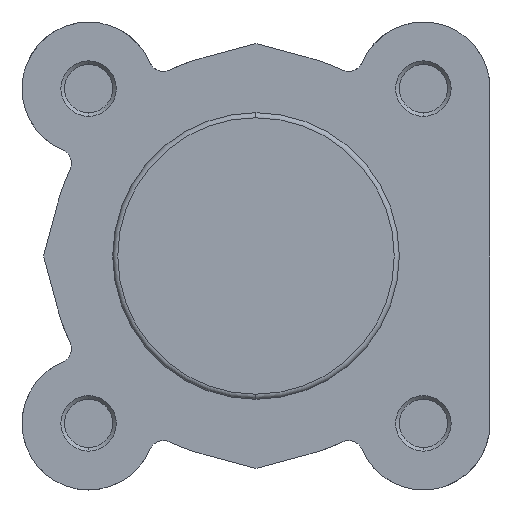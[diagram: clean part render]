
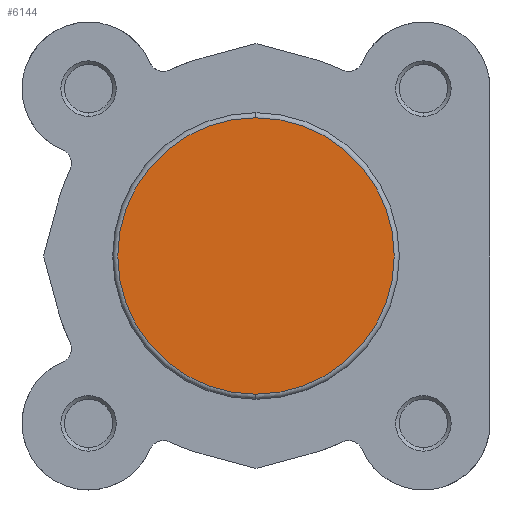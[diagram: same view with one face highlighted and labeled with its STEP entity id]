
A CAD part, left-side view. The second image highlights one B-rep face of the part: STEP entity #6144.
In plain terms, the highlighted planar face has unit normal (-1, 0, 0).
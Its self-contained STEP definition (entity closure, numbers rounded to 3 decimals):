
#465 = CARTESIAN_POINT ( 'NONE',  ( 0., 0., 0. ) ) ;
#490 = DIRECTION ( 'NONE',  ( -1., 0., 0. ) ) ;
#491 = DIRECTION ( 'NONE',  ( 0., 0., -1. ) ) ;
#736 = CARTESIAN_POINT ( 'NONE',  ( 0., 0., 0. ) ) ;
#744 = DIRECTION ( 'NONE',  ( -1., 0., 0. ) ) ;
#745 = DIRECTION ( 'NONE',  ( 0., 0., -1. ) ) ;
#932 = CARTESIAN_POINT ( 'NONE',  ( 0., 12.5, 0. ) ) ;
#935 = PLANE ( 'NONE',  #5877 ) ;
#937 = DIRECTION ( 'NONE',  ( 1., 0., 0. ) ) ;
#938 = DIRECTION ( 'NONE',  ( 0., 0., -1. ) ) ;
#1282 = CIRCLE ( 'NONE', #5781, 19.2 ) ;
#1440 = CIRCLE ( 'NONE', #5829, 19.2 ) ;
#1541 = FACE_OUTER_BOUND ( 'NONE', #6664, .T. ) ;
#2695 = VERTEX_POINT ( 'NONE', #3026 ) ;
#2696 = VERTEX_POINT ( 'NONE', #3031 ) ;
#3026 = CARTESIAN_POINT ( 'NONE',  ( 0., 0., -19.2 ) ) ;
#3031 = CARTESIAN_POINT ( 'NONE',  ( 0., 0., 19.2 ) ) ;
#4476 = ORIENTED_EDGE ( 'NONE', *, *, #5420, .T. ) ;
#4477 = ORIENTED_EDGE ( 'NONE', *, *, #5523, .T. ) ;
#5420 = EDGE_CURVE ( 'NONE', #2696, #2695, #1282, .T. ) ;
#5523 = EDGE_CURVE ( 'NONE', #2695, #2696, #1440, .T. ) ;
#5781 = AXIS2_PLACEMENT_3D ( 'NONE', #465, #490, #491 ) ;
#5829 = AXIS2_PLACEMENT_3D ( 'NONE', #736, #744, #745 ) ;
#5877 = AXIS2_PLACEMENT_3D ( 'NONE', #932, #937, #938 ) ;
#6144 = ADVANCED_FACE ( 'NONE', ( #1541 ), #935, .F. ) ;
#6664 = EDGE_LOOP ( 'NONE', ( #4477, #4476 ) ) ;
